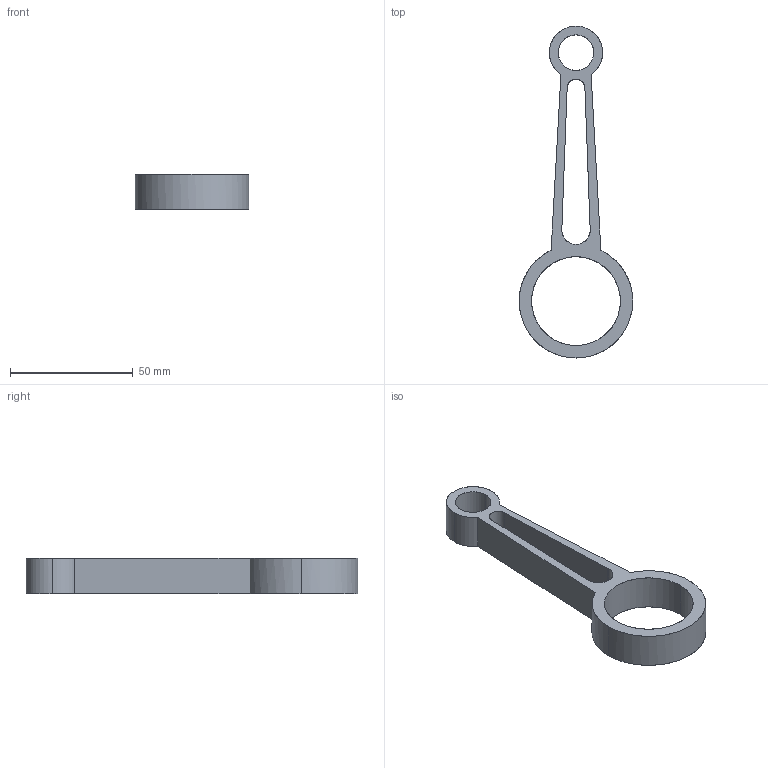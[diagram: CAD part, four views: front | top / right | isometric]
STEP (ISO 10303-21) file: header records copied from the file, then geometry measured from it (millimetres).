
FILE_DESCRIPTION(('FreeCAD Model'),'2;1');
FILE_NAME('Open CASCADE Shape Model','2025-05-04T16:14:44',('FreeCAD'),( 'FreeCAD'),'Open CASCADE STEP processor 7.6','FreeCAD','Unknown');
FILE_SCHEMA(('AUTOMOTIVE_DESIGN { 1 0 10303 214 1 1 1 1 }'));
Length unit declared in the file: millimetre
Products named in the file (1): Open CASCADE STEP translator 7.6 1
Bounding box: 46.33 x 135.37 x 14.48 mm (x, y, z)
Surface area: 11818.7 mm2 (no closed solid volume)
Topology: 0 solids, 20 shells, 20 faces, 436 edges, 436 vertices
Faces by surface type: bspline 20
Entity records: 3710 total; most frequent: CARTESIAN_POINT 1865, ORIENTED_EDGE 436, EDGE_CURVE 436, VERTEX_POINT 436, B_SPLINE_CURVE_WITH_KNOTS 404, FACE_BOUND 26, EDGE_LOOP 26, SHELL_BASED_SURFACE_MODEL 20
